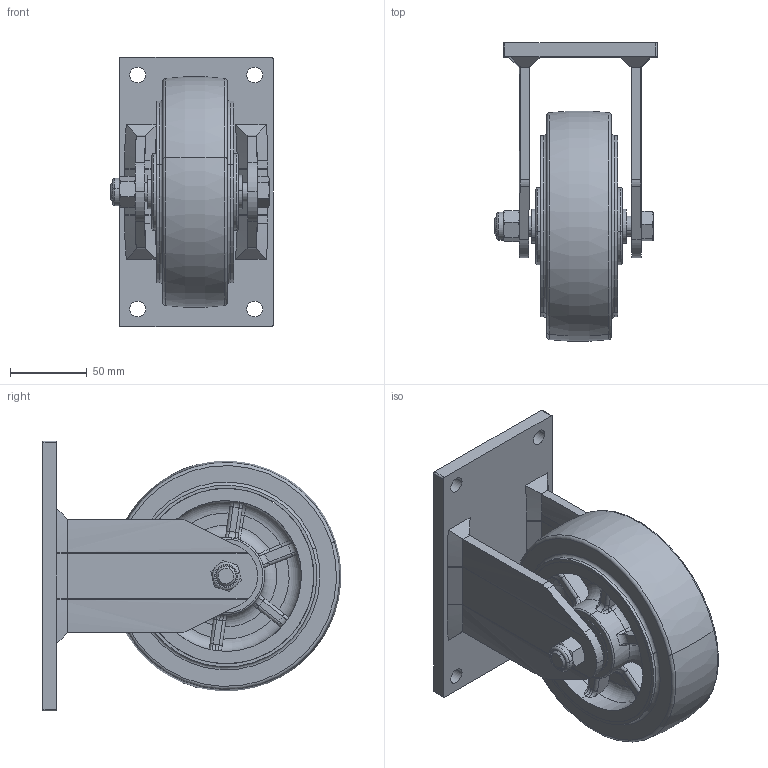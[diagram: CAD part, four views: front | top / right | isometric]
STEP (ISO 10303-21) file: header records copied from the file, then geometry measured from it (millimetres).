
FILE_DESCRIPTION (( 'STEP AP203' ), '1' );
FILE_NAME ('R6761.STEP', '2020-02-24T08:22:28', ( '' ), ( '' ), 'SwSTEP 2.0', 'SolidWorks 2013', '' );
FILE_SCHEMA (( 'CONFIG_CONTROL_DESIGN' ));
Length unit declared in the file: millimetre
Products named in the file (1): R6761
Bounding box: 105.5 x 193.75 x 175 mm (x, y, z)
Volume: 888800.1 mm3; surface area: 236645.6 mm2
Topology: 19 solids, 19 shells, 642 faces, 1840 edges, 1170 vertices
Faces by surface type: cylinder 190, plane 161, torus 151, bspline 52, cone 48, sphere 40
Entity records: 28135 total; most frequent: CARTESIAN_POINT 12315, ORIENTED_EDGE 3516, DIRECTION 3143, EDGE_CURVE 1758, AXIS2_PLACEMENT_3D 1356, VERTEX_POINT 1130, CIRCLE 765, EDGE_LOOP 696
